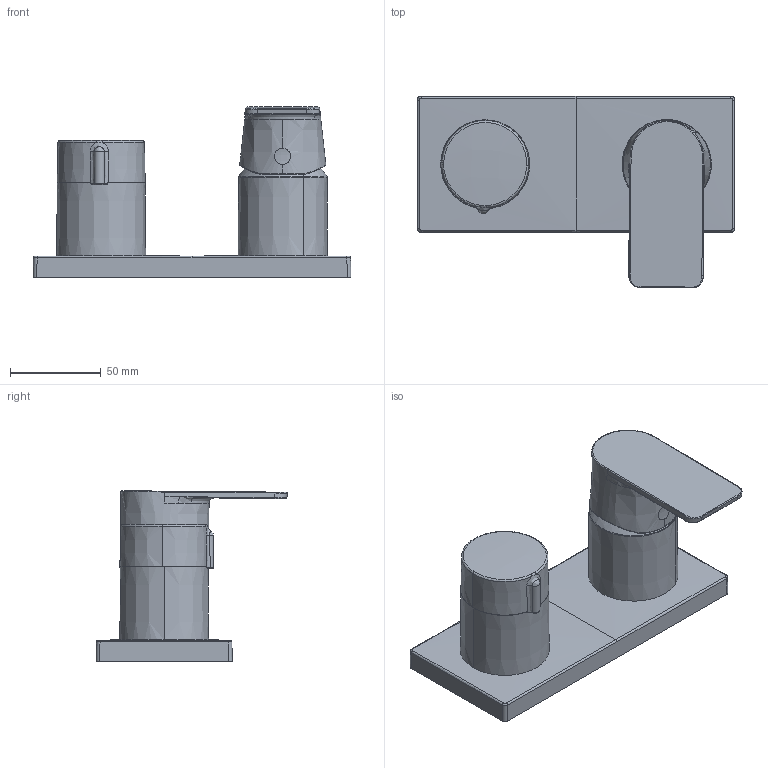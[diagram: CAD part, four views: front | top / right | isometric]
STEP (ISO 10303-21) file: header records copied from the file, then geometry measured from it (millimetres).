
FILE_DESCRIPTION (( 'STEP AP203' ), '1' );
FILE_NAME ('44579573(2021).STEP', '2020-10-26T06:06:37', ( '' ), ( '' ), 'SwSTEP 2.0', 'SolidWorks 2016', '' );
FILE_SCHEMA (( 'CONFIG_CONTROL_DESIGN' ));
Length unit declared in the file: millimetre
Products named in the file (1): 44579573(2021)
Bounding box: 175 x 105.69 x 93.91 mm (x, y, z)
Volume: 426438.6 mm3; surface area: 57844.1 mm2
Topology: 1 solids, 1 shells, 88 faces, 219 edges, 135 vertices
Faces by surface type: bspline 61, plane 11, cone 7, cylinder 5, torus 2, sphere 2
Entity records: 9138 total; most frequent: CARTESIAN_POINT 7404, ORIENTED_EDGE 436, EDGE_CURVE 218, DIRECTION 197, VERTEX_POINT 135, B_SPLINE_CURVE_WITH_KNOTS 121, EDGE_LOOP 91, FACE_OUTER_BOUND 88
